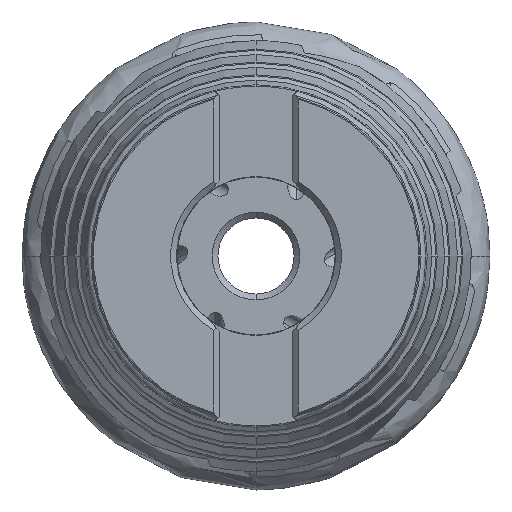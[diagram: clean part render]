
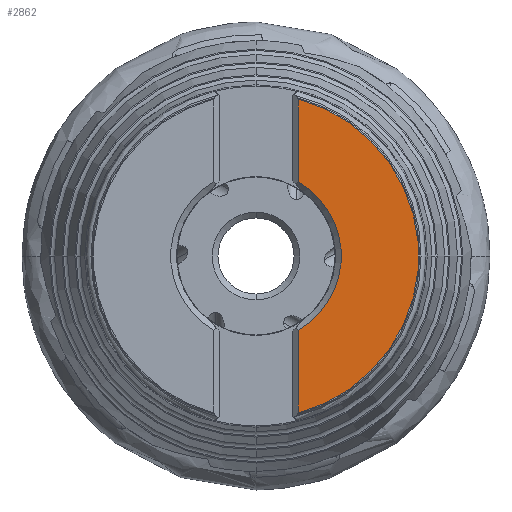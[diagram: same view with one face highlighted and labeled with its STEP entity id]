
A CAD part, left-side view. The second image highlights one B-rep face of the part: STEP entity #2862.
In plain terms, the highlighted planar face has unit normal (-1, 0, 0).
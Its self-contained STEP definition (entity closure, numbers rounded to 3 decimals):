
#459 = DIRECTION ( 'NONE',  ( 0., 0., 1. ) ) ;
#494 = DIRECTION ( 'NONE',  ( 0., 0., 1. ) ) ;
#570 = DIRECTION ( 'NONE',  ( 0., 0., 1. ) ) ;
#669 = VECTOR ( 'NONE', #570, 1000. ) ;
#790 = VERTEX_POINT ( 'NONE', #7332 ) ;
#896 = EDGE_CURVE ( 'NONE', #9228, #6581, #5814, .T. ) ;
#1060 = ORIENTED_EDGE ( 'NONE', *, *, #3108, .F. ) ;
#1119 = DIRECTION ( 'NONE',  ( 0., 0., -1. ) ) ;
#2137 = LINE ( 'NONE', #3584, #669 ) ;
#2709 = EDGE_CURVE ( 'NONE', #790, #3992, #5322, .T. ) ;
#2785 = LINE ( 'NONE', #5129, #8981 ) ;
#2790 = CARTESIAN_POINT ( 'NONE',  ( -48.7, 0., 0. ) ) ;
#2862 = ADVANCED_FACE ( 'NONE', ( #7901 ), #8186, .T. ) ;
#3058 = ORIENTED_EDGE ( 'NONE', *, *, #2709, .F. ) ;
#3100 = DIRECTION ( 'NONE',  ( 1., 0., 0. ) ) ;
#3108 = EDGE_CURVE ( 'NONE', #3992, #6581, #2785, .T. ) ;
#3400 = CARTESIAN_POINT ( 'NONE',  ( -48.7, -7.2, -26.841 ) ) ;
#3575 = CARTESIAN_POINT ( 'NONE',  ( -48.7, 27.79, 0. ) ) ;
#3584 = CARTESIAN_POINT ( 'NONE',  ( -48.7, -7.2, -35. ) ) ;
#3689 = ORIENTED_EDGE ( 'NONE', *, *, #7348, .F. ) ;
#3722 = AXIS2_PLACEMENT_3D ( 'NONE', #3575, #9818, #459 ) ;
#3992 = VERTEX_POINT ( 'NONE', #3400 ) ;
#4313 = CARTESIAN_POINT ( 'NONE',  ( -48.7, -7.2, 12.672 ) ) ;
#4758 = EDGE_LOOP ( 'NONE', ( #1060, #3058, #3689, #5866 ) ) ;
#5129 = CARTESIAN_POINT ( 'NONE',  ( -48.7, -7.2, -35. ) ) ;
#5322 = CIRCLE ( 'NONE', #6645, 27.79 ) ;
#5814 = CIRCLE ( 'NONE', #6574, 14.575 ) ;
#5866 = ORIENTED_EDGE ( 'NONE', *, *, #896, .T. ) ;
#6243 = DIRECTION ( 'NONE',  ( 0., 0., -1. ) ) ;
#6574 = AXIS2_PLACEMENT_3D ( 'NONE', #2790, #9701, #1119 ) ;
#6581 = VERTEX_POINT ( 'NONE', #6995 ) ;
#6645 = AXIS2_PLACEMENT_3D ( 'NONE', #9386, #3100, #6243 ) ;
#6995 = CARTESIAN_POINT ( 'NONE',  ( -48.7, -7.2, -12.672 ) ) ;
#7332 = CARTESIAN_POINT ( 'NONE',  ( -48.7, -7.2, 26.841 ) ) ;
#7348 = EDGE_CURVE ( 'NONE', #9228, #790, #2137, .T. ) ;
#7901 = FACE_OUTER_BOUND ( 'NONE', #4758, .T. ) ;
#8186 = PLANE ( 'NONE',  #3722 ) ;
#8981 = VECTOR ( 'NONE', #494, 1000. ) ;
#9228 = VERTEX_POINT ( 'NONE', #4313 ) ;
#9386 = CARTESIAN_POINT ( 'NONE',  ( -48.7, 0., 0. ) ) ;
#9701 = DIRECTION ( 'NONE',  ( 1., 0., 0. ) ) ;
#9818 = DIRECTION ( 'NONE',  ( -1., 0., 0. ) ) ;
